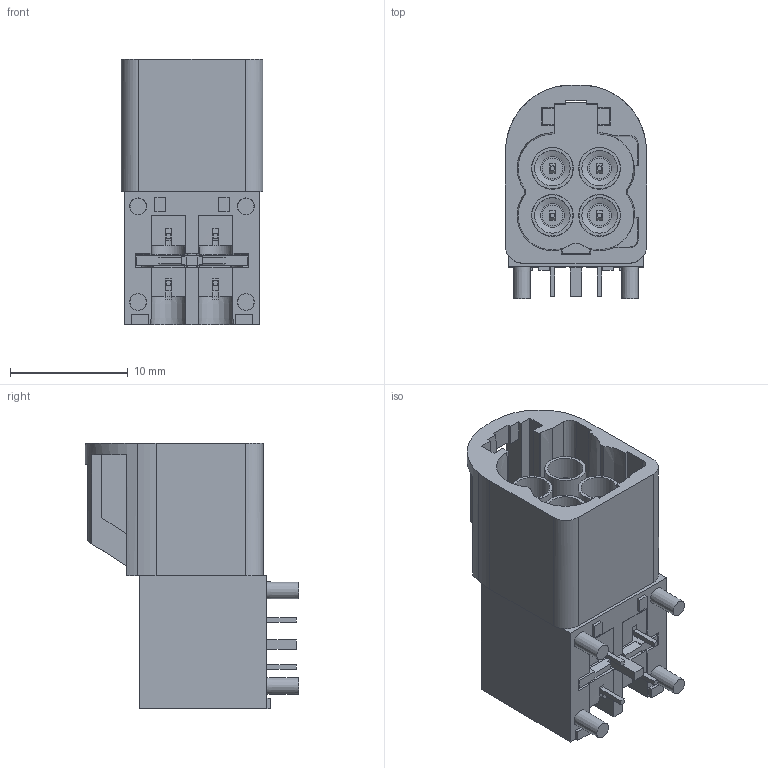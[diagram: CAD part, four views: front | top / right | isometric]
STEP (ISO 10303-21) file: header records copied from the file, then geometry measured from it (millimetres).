
FILE_DESCRIPTION(/* description */ (''),/* implementation_level */ '2;1');
FILE_NAME(/* name */ '35623886-ENV10_02-CONN.stp',/* time_stamp */ '2023-06-13T14:22:52+08:00',/* author */ (''),/* organization */ (''),/* preprocessor_version */ 'ST-DEVELOPER v16',/* originating_system */ 'SIEMENS PLM Software NX 11.0',/* authorisation */ '');
FILE_SCHEMA (('AUTOMOTIVE_DESIGN { 1 0 10303 214 3 1 1 1 }'));
Length unit declared in the file: millimetre
Products named in the file (1): 35623886-ENV10_02-CONN
Bounding box: 12 x 18.1 x 22.55 mm (x, y, z)
Volume: 2101.3 mm3; surface area: 2791.3 mm2
Topology: 1 solids, 1 shells, 408 faces, 1106 edges, 731 vertices
Faces by surface type: plane 334, cylinder 43, cone 20, bspline 8, sphere 3
Full cylindrical faces by diameter (mm): 0.4 x4, 1.75 x4, 2 x4, 3 x4, 3.5 x4
Entity records: 12885 total; most frequent: CARTESIAN_POINT 2895, ORIENTED_EDGE 2100, DIRECTION 1908, EDGE_CURVE 1050, LINE 820, VECTOR 820, VERTEX_POINT 710, AXIS2_PLACEMENT_3D 544
